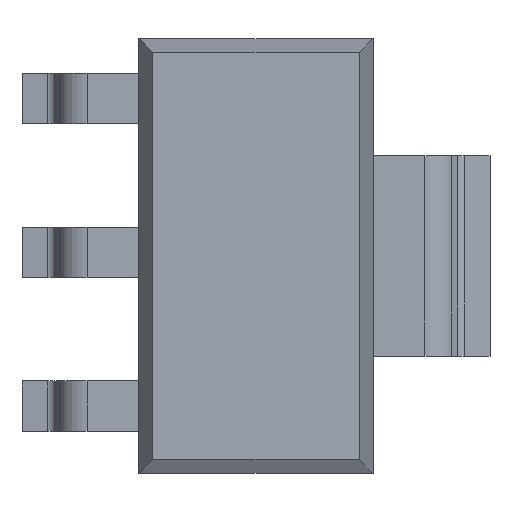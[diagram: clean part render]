
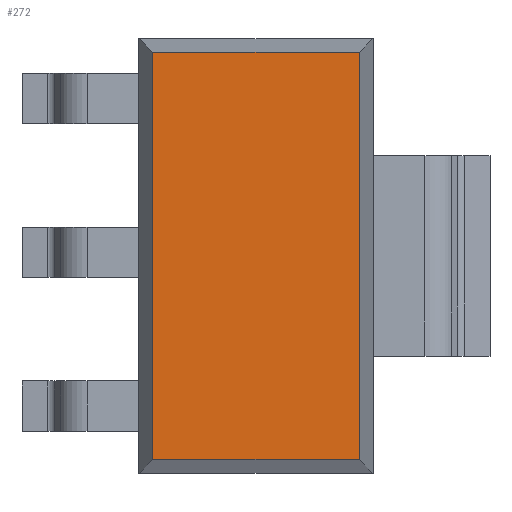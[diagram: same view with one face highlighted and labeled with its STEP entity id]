
A CAD part, top view. The second image highlights one B-rep face of the part: STEP entity #272.
In plain terms, the highlighted face is planar.
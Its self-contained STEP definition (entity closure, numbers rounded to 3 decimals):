
#28=DIRECTION('',(0.,0.,1.));
#29=VECTOR('',#28,3.09);
#30=CARTESIAN_POINT('',(-3.045,0.889,-1.545));
#31=LINE('',#30,#29);
#36=DIRECTION('',(-1.,0.,0.));
#37=VECTOR('',#36,6.09);
#38=CARTESIAN_POINT('',(3.045,0.889,-1.545));
#39=LINE('',#38,#37);
#43=DIRECTION('',(0.,0.,-1.));
#44=VECTOR('',#43,3.09);
#45=CARTESIAN_POINT('',(3.045,0.889,1.545));
#46=LINE('',#45,#44);
#50=DIRECTION('',(1.,0.,0.));
#51=VECTOR('',#50,6.09);
#52=CARTESIAN_POINT('',(-3.045,0.889,1.545));
#53=LINE('',#52,#51);
#225=CARTESIAN_POINT('',(-3.045,0.889,-1.545));
#226=CARTESIAN_POINT('',(-3.045,0.889,1.545));
#227=VERTEX_POINT('',#225);
#228=VERTEX_POINT('',#226);
#229=CARTESIAN_POINT('',(3.045,0.889,1.545));
#230=VERTEX_POINT('',#229);
#231=CARTESIAN_POINT('',(3.045,0.889,-1.545));
#232=VERTEX_POINT('',#231);
#257=CARTESIAN_POINT('',(0.,0.889,0.));
#258=DIRECTION('',(0.,1.,0.));
#259=DIRECTION('',(1.,0.,0.));
#260=AXIS2_PLACEMENT_3D('',#257,#258,#259);
#261=PLANE('',#260);
#263=ORIENTED_EDGE('',*,*,#262,.F.);
#265=ORIENTED_EDGE('',*,*,#264,.F.);
#267=ORIENTED_EDGE('',*,*,#266,.F.);
#269=ORIENTED_EDGE('',*,*,#268,.F.);
#270=EDGE_LOOP('',(#263,#265,#267,#269));
#271=FACE_OUTER_BOUND('',#270,.F.);
#262=EDGE_CURVE('',#227,#228,#31,.T.);
#264=EDGE_CURVE('',#232,#227,#39,.T.);
#266=EDGE_CURVE('',#230,#232,#46,.T.);
#268=EDGE_CURVE('',#228,#230,#53,.T.);
#272=ADVANCED_FACE('',(#271),#261,.T.);
